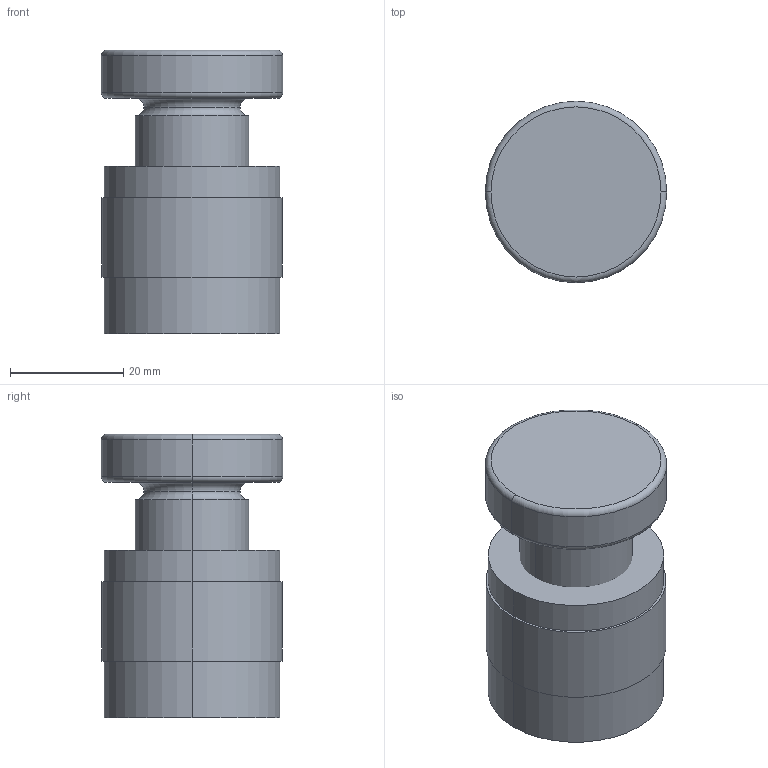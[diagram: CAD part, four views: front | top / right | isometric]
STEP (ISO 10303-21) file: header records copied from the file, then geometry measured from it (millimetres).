
FILE_DESCRIPTION(('STEP AP214'),'1');
FILE_NAME(' ',' ',('TraceParts'),('TraceParts S.A.'),'XStep 1.0',' ',' ');
FILE_SCHEMA(('automotive_design'));
Length unit declared in the file: millimetre
Products named in the file (2): 1; 2
Bounding box: 32 x 32 x 50 mm (x, y, z)
Volume: 31958.6 mm3; surface area: 9859.4 mm2
Topology: 2 solids, 2 shells, 31 faces, 64 edges, 40 vertices
Faces by surface type: cylinder 12, torus 8, plane 7, cone 4
Entity records: 1661 total; most frequent: DIRECTION 178, STYLED_ITEM 137, PRESENTATION_STYLE_ASSIGNMENT 137, CARTESIAN_POINT 137, COLOUR_RGB 137, ORIENTED_EDGE 128, AXIS2_PLACEMENT_3D 81, EDGE_CURVE 64
